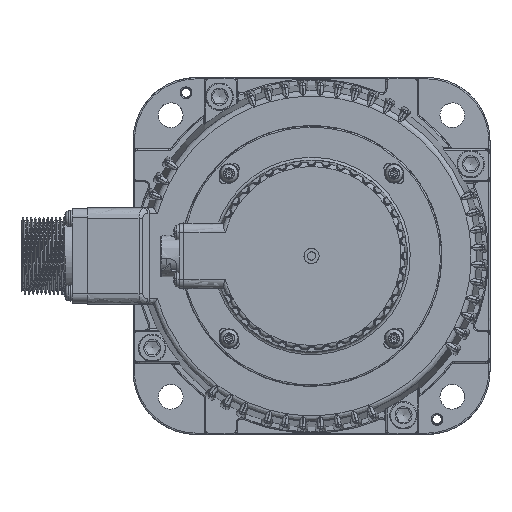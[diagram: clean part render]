
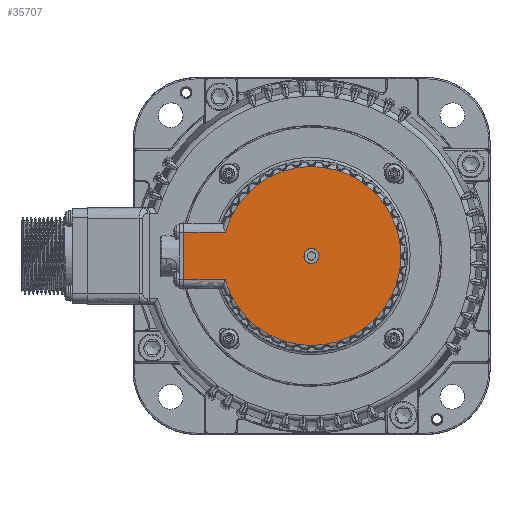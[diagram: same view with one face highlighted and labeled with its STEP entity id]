
A CAD part, left-side view. The second image highlights one B-rep face of the part: STEP entity #35707.
In plain terms, the highlighted free-form (B-spline) face has degree [1, 1] with [2, 2] control points.
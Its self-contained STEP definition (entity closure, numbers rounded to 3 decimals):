
#135=CARTESIAN_POINT('',(-168.7,46.5,8.617));
#136=VERTEX_POINT('',#135);
#137=CARTESIAN_POINT('',(-168.7,46.5,-8.617));
#138=VERTEX_POINT('',#137);
#139=CARTESIAN_POINT('',(-168.7,46.5,8.617));
#140=CARTESIAN_POINT('',(-168.7,46.5,-8.617));
#141=B_SPLINE_CURVE_WITH_KNOTS('',1,(#139,#140),.POLYLINE_FORM.,.F.,.U.,(2,2),(0.,1.),.UNSPECIFIED.);
#142=EDGE_CURVE('',#136,#138,#141,.T.);
#31471=CARTESIAN_POINT('',(-168.7,31.414,8.617));
#31472=VERTEX_POINT('',#31471);
#31481=CARTESIAN_POINT('',(-168.7,31.414,-8.617));
#31482=VERTEX_POINT('',#31481);
#31483=CARTESIAN_POINT('',(-168.7,31.414,8.617));
#31484=CARTESIAN_POINT('',(-168.7,19.159,53.294));
#31485=CARTESIAN_POINT('',(-168.7,-18.737,26.647));
#31486=CARTESIAN_POINT('',(-168.7,-56.633,0.));
#31487=CARTESIAN_POINT('',(-168.7,-18.737,-26.647));
#31488=CARTESIAN_POINT('',(-168.7,19.159,-53.294));
#31489=CARTESIAN_POINT('',(-168.7,31.414,-8.617));
#31490=(BOUNDED_CURVE()B_SPLINE_CURVE(2,(#31483,#31484,#31485,#31486,#31487,#31488,#31489),.CIRCULAR_ARC.,.F.,.U.)B_SPLINE_CURVE_WITH_KNOTS((3,2,2,3),(0.,0.333,0.667,1.),.UNSPECIFIED.)CURVE()GEOMETRIC_REPRESENTATION_ITEM()RATIONAL_B_SPLINE_CURVE((1.,0.575,1.,0.575,1.,0.575,1.))REPRESENTATION_ITEM(''));
#31491=EDGE_CURVE('',#31472,#31482,#31490,.T.);
#35654=CARTESIAN_POINT('',(-168.7,-33.049,32.966));
#35655=CARTESIAN_POINT('',(-168.7,-33.049,-32.966));
#35656=CARTESIAN_POINT('',(-168.7,46.5,32.966));
#35657=CARTESIAN_POINT('',(-168.7,46.5,-32.966));
#35658=B_SPLINE_SURFACE_WITH_KNOTS('',1,1,((#35654,#35655),(#35656,#35657)),.PLANE_SURF.,.F.,.F.,.U.,(2,2),(2,2),(0.,1.),(0.,1.),.UNSPECIFIED.);
#35659=ORIENTED_EDGE('',*,*,#31491,.F.);
#35660=CARTESIAN_POINT('',(-168.7,46.5,8.617));
#35661=CARTESIAN_POINT('',(-168.7,31.414,8.617));
#35662=B_SPLINE_CURVE_WITH_KNOTS('',1,(#35660,#35661),.POLYLINE_FORM.,.F.,.U.,(2,2),(0.,1.),.UNSPECIFIED.);
#35663=EDGE_CURVE('',#136,#31472,#35662,.T.);
#35664=ORIENTED_EDGE('',*,*,#35663,.F.);
#35665=ORIENTED_EDGE('',*,*,#142,.T.);
#35666=CARTESIAN_POINT('',(-168.7,31.414,-8.617));
#35667=CARTESIAN_POINT('',(-168.7,46.5,-8.617));
#35668=B_SPLINE_CURVE_WITH_KNOTS('',1,(#35666,#35667),.POLYLINE_FORM.,.F.,.U.,(2,2),(0.,1.),.UNSPECIFIED.);
#35669=EDGE_CURVE('',#31482,#138,#35668,.T.);
#35670=ORIENTED_EDGE('',*,*,#35669,.F.);
#35671=EDGE_LOOP('',(#35659,#35664,#35665,#35670));
#35672=FACE_OUTER_BOUND('',#35671,.T.);
#35673=CARTESIAN_POINT('',(-168.7,2.75,0.));
#35674=VERTEX_POINT('',#35673);
#35675=CARTESIAN_POINT('',(-168.7,-2.75,0.));
#35676=VERTEX_POINT('',#35675);
#35677=CARTESIAN_POINT('',(-168.7,2.75,0.));
#35678=CARTESIAN_POINT('',(-168.7,2.75,0.547));
#35679=CARTESIAN_POINT('',(-168.7,2.541,1.052));
#35680=CARTESIAN_POINT('',(-168.7,2.331,1.558));
#35681=CARTESIAN_POINT('',(-168.7,1.945,1.945));
#35682=CARTESIAN_POINT('',(-168.7,1.558,2.331));
#35683=CARTESIAN_POINT('',(-168.7,1.052,2.541));
#35684=CARTESIAN_POINT('',(-168.7,0.547,2.75));
#35685=CARTESIAN_POINT('',(-168.7,0.,2.75));
#35686=CARTESIAN_POINT('',(-168.7,-0.547,2.75));
#35687=CARTESIAN_POINT('',(-168.7,-1.052,2.541));
#35688=CARTESIAN_POINT('',(-168.7,-1.558,2.331));
#35689=CARTESIAN_POINT('',(-168.7,-1.945,1.945));
#35690=CARTESIAN_POINT('',(-168.7,-2.331,1.558));
#35691=CARTESIAN_POINT('',(-168.7,-2.541,1.052));
#35692=CARTESIAN_POINT('',(-168.7,-2.75,0.547));
#35693=CARTESIAN_POINT('',(-168.7,-2.75,0.));
#35694=B_SPLINE_CURVE_WITH_KNOTS('',2,(#35677,#35678,#35679,#35680,#35681,#35682,#35683,#35684,#35685,#35686,#35687,#35688,#35689,#35690,#35691,#35692,#35693),.UNSPECIFIED.,.F.,.U.,(3,2,2,2,2,2,2,2,3),(0.5,0.563,0.625,0.688,0.75,0.813,0.875,0.938,1.),.UNSPECIFIED.);
#35695=EDGE_CURVE('',#35674,#35676,#35694,.T.);
#35696=ORIENTED_EDGE('',*,*,#35695,.T.);
#35697=CARTESIAN_POINT('',(-168.7,-2.75,0.));
#35698=CARTESIAN_POINT('',(-168.7,-2.75,-2.75));
#35699=CARTESIAN_POINT('',(-168.7,0.,-2.75));
#35700=CARTESIAN_POINT('',(-168.7,2.75,-2.75));
#35701=CARTESIAN_POINT('',(-168.7,2.75,0.));
#35702=(BOUNDED_CURVE()B_SPLINE_CURVE(2,(#35697,#35698,#35699,#35700,#35701),.CIRCULAR_ARC.,.F.,.U.)B_SPLINE_CURVE_WITH_KNOTS((3,2,3),(0.,0.5,1.),.UNSPECIFIED.)CURVE()GEOMETRIC_REPRESENTATION_ITEM()RATIONAL_B_SPLINE_CURVE((1.,0.707,1.,0.707,1.))REPRESENTATION_ITEM(''));
#35703=EDGE_CURVE('',#35676,#35674,#35702,.T.);
#35704=ORIENTED_EDGE('',*,*,#35703,.T.);
#35705=EDGE_LOOP('',(#35696,#35704));
#35706=FACE_BOUND('',#35705,.T.);
#35707=ADVANCED_FACE('',(#35672,#35706),#35658,.T.);
